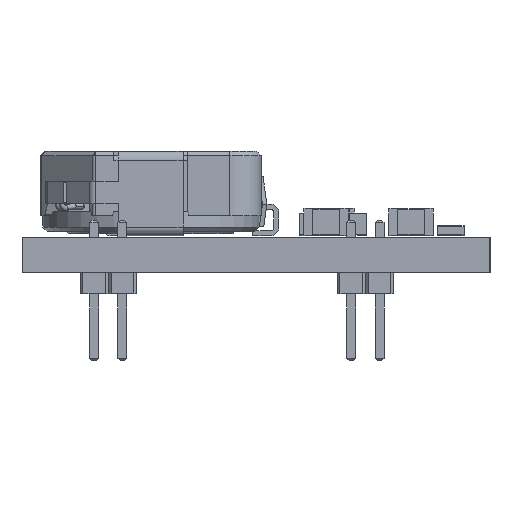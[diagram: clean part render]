
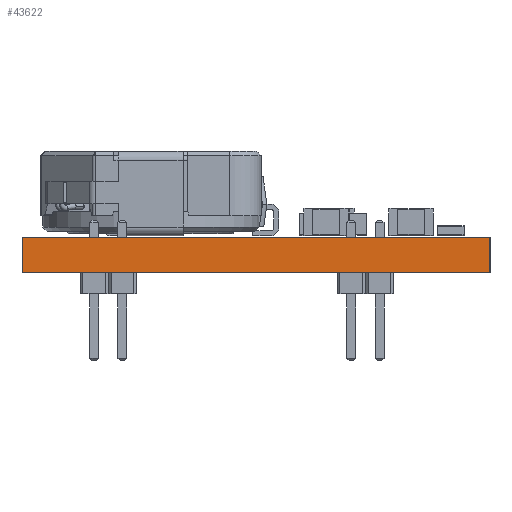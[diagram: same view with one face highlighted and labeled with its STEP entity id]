
A CAD part, left-side view. The second image highlights one B-rep face of the part: STEP entity #43622.
In plain terms, the highlighted planar face has unit normal (-1, 0, 0).
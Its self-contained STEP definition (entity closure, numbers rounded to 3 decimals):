
#43441 = PLANE('',#43442);
#43442 = AXIS2_PLACEMENT_3D('',#43443,#43444,#43445);
#43443 = CARTESIAN_POINT('',(12.205,-10.503,0.));
#43444 = DIRECTION('',(0.,-1.,0.));
#43445 = DIRECTION('',(-1.,0.,0.));
#43466 = VERTEX_POINT('',#43467);
#43467 = CARTESIAN_POINT('',(-12.205,-10.503,1.6));
#43481 = PLANE('',#43482);
#43482 = AXIS2_PLACEMENT_3D('',#43483,#43484,#43485);
#43483 = CARTESIAN_POINT('',(0.,0.,1.6));
#43484 = DIRECTION('',(-0.,-0.,-1.));
#43485 = DIRECTION('',(-1.,0.,0.));
#43493 = EDGE_CURVE('',#43494,#43466,#43496,.T.);
#43494 = VERTEX_POINT('',#43495);
#43495 = CARTESIAN_POINT('',(-12.205,-10.503,0.));
#43496 = SURFACE_CURVE('',#43497,(#43501,#43508),.PCURVE_S1.);
#43497 = LINE('',#43498,#43499);
#43498 = CARTESIAN_POINT('',(-12.205,-10.503,0.));
#43499 = VECTOR('',#43500,1.);
#43500 = DIRECTION('',(0.,0.,1.));
#43501 = PCURVE('',#43441,#43502);
#43502 = DEFINITIONAL_REPRESENTATION('',(#43503),#43507);
#43503 = LINE('',#43504,#43505);
#43504 = CARTESIAN_POINT('',(24.409,0.));
#43505 = VECTOR('',#43506,1.);
#43506 = DIRECTION('',(0.,-1.));
#43507 = ( GEOMETRIC_REPRESENTATION_CONTEXT(2) 
PARAMETRIC_REPRESENTATION_CONTEXT() REPRESENTATION_CONTEXT('2D SPACE',''
  ) );
#43508 = PCURVE('',#43509,#43514);
#43509 = PLANE('',#43510);
#43510 = AXIS2_PLACEMENT_3D('',#43511,#43512,#43513);
#43511 = CARTESIAN_POINT('',(-12.205,-10.503,0.));
#43512 = DIRECTION('',(-1.,0.,0.));
#43513 = DIRECTION('',(0.,1.,0.));
#43514 = DEFINITIONAL_REPRESENTATION('',(#43515),#43519);
#43515 = LINE('',#43516,#43517);
#43516 = CARTESIAN_POINT('',(0.,0.));
#43517 = VECTOR('',#43518,1.);
#43518 = DIRECTION('',(0.,-1.));
#43519 = ( GEOMETRIC_REPRESENTATION_CONTEXT(2) 
PARAMETRIC_REPRESENTATION_CONTEXT() REPRESENTATION_CONTEXT('2D SPACE',''
  ) );
#43535 = PLANE('',#43536);
#43536 = AXIS2_PLACEMENT_3D('',#43537,#43538,#43539);
#43537 = CARTESIAN_POINT('',(0.,0.,0.));
#43538 = DIRECTION('',(-0.,-0.,-1.));
#43539 = DIRECTION('',(-1.,0.,0.));
#43568 = PLANE('',#43569);
#43569 = AXIS2_PLACEMENT_3D('',#43570,#43571,#43572);
#43570 = CARTESIAN_POINT('',(-12.205,10.503,0.));
#43571 = DIRECTION('',(0.,1.,0.));
#43572 = DIRECTION('',(1.,0.,0.));
#43622 = ADVANCED_FACE('',(#43623),#43509,.T.);
#43623 = FACE_BOUND('',#43624,.T.);
#43624 = EDGE_LOOP('',(#43625,#43626,#43649,#43672));
#43625 = ORIENTED_EDGE('',*,*,#43493,.T.);
#43626 = ORIENTED_EDGE('',*,*,#43627,.T.);
#43627 = EDGE_CURVE('',#43466,#43628,#43630,.T.);
#43628 = VERTEX_POINT('',#43629);
#43629 = CARTESIAN_POINT('',(-12.205,10.503,1.6));
#43630 = SURFACE_CURVE('',#43631,(#43635,#43642),.PCURVE_S1.);
#43631 = LINE('',#43632,#43633);
#43632 = CARTESIAN_POINT('',(-12.205,-10.503,1.6));
#43633 = VECTOR('',#43634,1.);
#43634 = DIRECTION('',(0.,1.,0.));
#43635 = PCURVE('',#43509,#43636);
#43636 = DEFINITIONAL_REPRESENTATION('',(#43637),#43641);
#43637 = LINE('',#43638,#43639);
#43638 = CARTESIAN_POINT('',(0.,-1.6));
#43639 = VECTOR('',#43640,1.);
#43640 = DIRECTION('',(1.,0.));
#43641 = ( GEOMETRIC_REPRESENTATION_CONTEXT(2) 
PARAMETRIC_REPRESENTATION_CONTEXT() REPRESENTATION_CONTEXT('2D SPACE',''
  ) );
#43642 = PCURVE('',#43481,#43643);
#43643 = DEFINITIONAL_REPRESENTATION('',(#43644),#43648);
#43644 = LINE('',#43645,#43646);
#43645 = CARTESIAN_POINT('',(12.205,-10.503));
#43646 = VECTOR('',#43647,1.);
#43647 = DIRECTION('',(0.,1.));
#43648 = ( GEOMETRIC_REPRESENTATION_CONTEXT(2) 
PARAMETRIC_REPRESENTATION_CONTEXT() REPRESENTATION_CONTEXT('2D SPACE',''
  ) );
#43649 = ORIENTED_EDGE('',*,*,#43650,.F.);
#43650 = EDGE_CURVE('',#43651,#43628,#43653,.T.);
#43651 = VERTEX_POINT('',#43652);
#43652 = CARTESIAN_POINT('',(-12.205,10.503,0.));
#43653 = SURFACE_CURVE('',#43654,(#43658,#43665),.PCURVE_S1.);
#43654 = LINE('',#43655,#43656);
#43655 = CARTESIAN_POINT('',(-12.205,10.503,0.));
#43656 = VECTOR('',#43657,1.);
#43657 = DIRECTION('',(0.,0.,1.));
#43658 = PCURVE('',#43509,#43659);
#43659 = DEFINITIONAL_REPRESENTATION('',(#43660),#43664);
#43660 = LINE('',#43661,#43662);
#43661 = CARTESIAN_POINT('',(21.006,0.));
#43662 = VECTOR('',#43663,1.);
#43663 = DIRECTION('',(0.,-1.));
#43664 = ( GEOMETRIC_REPRESENTATION_CONTEXT(2) 
PARAMETRIC_REPRESENTATION_CONTEXT() REPRESENTATION_CONTEXT('2D SPACE',''
  ) );
#43665 = PCURVE('',#43568,#43666);
#43666 = DEFINITIONAL_REPRESENTATION('',(#43667),#43671);
#43667 = LINE('',#43668,#43669);
#43668 = CARTESIAN_POINT('',(0.,0.));
#43669 = VECTOR('',#43670,1.);
#43670 = DIRECTION('',(0.,-1.));
#43671 = ( GEOMETRIC_REPRESENTATION_CONTEXT(2) 
PARAMETRIC_REPRESENTATION_CONTEXT() REPRESENTATION_CONTEXT('2D SPACE',''
  ) );
#43672 = ORIENTED_EDGE('',*,*,#43673,.F.);
#43673 = EDGE_CURVE('',#43494,#43651,#43674,.T.);
#43674 = SURFACE_CURVE('',#43675,(#43679,#43686),.PCURVE_S1.);
#43675 = LINE('',#43676,#43677);
#43676 = CARTESIAN_POINT('',(-12.205,-10.503,0.));
#43677 = VECTOR('',#43678,1.);
#43678 = DIRECTION('',(0.,1.,0.));
#43679 = PCURVE('',#43509,#43680);
#43680 = DEFINITIONAL_REPRESENTATION('',(#43681),#43685);
#43681 = LINE('',#43682,#43683);
#43682 = CARTESIAN_POINT('',(0.,0.));
#43683 = VECTOR('',#43684,1.);
#43684 = DIRECTION('',(1.,0.));
#43685 = ( GEOMETRIC_REPRESENTATION_CONTEXT(2) 
PARAMETRIC_REPRESENTATION_CONTEXT() REPRESENTATION_CONTEXT('2D SPACE',''
  ) );
#43686 = PCURVE('',#43535,#43687);
#43687 = DEFINITIONAL_REPRESENTATION('',(#43688),#43692);
#43688 = LINE('',#43689,#43690);
#43689 = CARTESIAN_POINT('',(12.205,-10.503));
#43690 = VECTOR('',#43691,1.);
#43691 = DIRECTION('',(0.,1.));
#43692 = ( GEOMETRIC_REPRESENTATION_CONTEXT(2) 
PARAMETRIC_REPRESENTATION_CONTEXT() REPRESENTATION_CONTEXT('2D SPACE',''
  ) );
